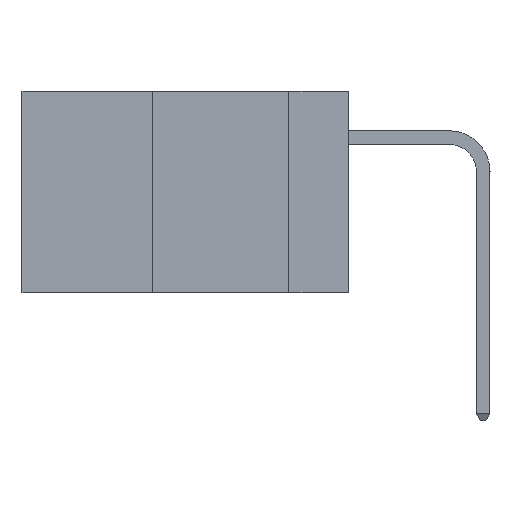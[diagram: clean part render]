
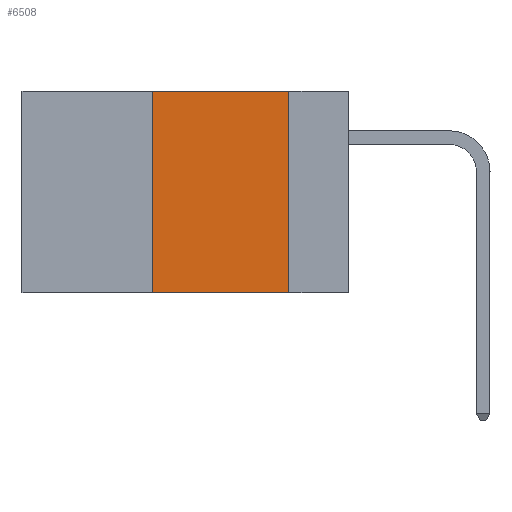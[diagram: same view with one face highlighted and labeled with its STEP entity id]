
A CAD part, left-side view. The second image highlights one B-rep face of the part: STEP entity #6508.
In plain terms, the highlighted planar face has unit normal (-1, 0, 0).
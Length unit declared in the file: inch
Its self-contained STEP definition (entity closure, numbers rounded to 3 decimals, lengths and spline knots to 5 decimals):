
#137 = EDGE_CURVE ( 'NONE', #5353, #5357, #12348, .T. ) ;
#314 = ORIENTED_EDGE ( 'NONE', *, *, #137, .F. ) ;
#1257 = EDGE_CURVE ( 'NONE', #5357, #1625, #6585, .T. ) ;
#1331 = EDGE_CURVE ( 'NONE', #6174, #1625, #13206, .T. ) ;
#1336 = EDGE_CURVE ( 'NONE', #6174, #5353, #10748, .T. ) ;
#1580 = DIRECTION ( 'NONE',  ( 0., 0., -1. ) ) ;
#1599 = DIRECTION ( 'NONE',  ( 1., 0., 0. ) ) ;
#1625 = VERTEX_POINT ( 'NONE', #11941 ) ;
#1637 = CARTESIAN_POINT ( 'NONE',  ( 0., 0.6, 0. ) ) ;
#1699 = PLANE ( 'NONE',  #7752 ) ;
#1872 = ORIENTED_EDGE ( 'NONE', *, *, #1336, .F. ) ;
#3059 = EDGE_LOOP ( 'NONE', ( #12520, #314, #1872, #11788 ) ) ;
#3353 = CARTESIAN_POINT ( 'NONE',  ( 0., 0.6, 0. ) ) ;
#3691 = DIRECTION ( 'NONE',  ( 0., -1., 0. ) ) ;
#3796 = VECTOR ( 'NONE', #7298, 39.37008 ) ;
#4241 = DIRECTION ( 'NONE',  ( 0., 0., 1. ) ) ;
#5353 = VERTEX_POINT ( 'NONE', #10293 ) ;
#5357 = VERTEX_POINT ( 'NONE', #10202 ) ;
#5639 = VECTOR ( 'NONE', #3691, 39.37008 ) ;
#6174 = VERTEX_POINT ( 'NONE', #7934 ) ;
#6231 = CARTESIAN_POINT ( 'NONE',  ( 0., 0.36, 0. ) ) ;
#6508 = ADVANCED_FACE ( 'NONE', ( #7731 ), #1699, .F. ) ;
#6585 = LINE ( 'NONE', #7159, #3796 ) ;
#7159 = CARTESIAN_POINT ( 'NONE',  ( 0., 0.11, 0. ) ) ;
#7298 = DIRECTION ( 'NONE',  ( 0., 0., -1. ) ) ;
#7384 = VECTOR ( 'NONE', #9207, 39.37008 ) ;
#7731 = FACE_OUTER_BOUND ( 'NONE', #3059, .T. ) ;
#7752 = AXIS2_PLACEMENT_3D ( 'NONE', #1637, #1599, #1580 ) ;
#7934 = CARTESIAN_POINT ( 'NONE',  ( 0., 0.36, -0.37 ) ) ;
#8520 = CARTESIAN_POINT ( 'NONE',  ( 0., 0.6, -0.37 ) ) ;
#9207 = DIRECTION ( 'NONE',  ( 0., -1., 0. ) ) ;
#10202 = CARTESIAN_POINT ( 'NONE',  ( 0., 0.11, 0. ) ) ;
#10293 = CARTESIAN_POINT ( 'NONE',  ( 0., 0.36, 0. ) ) ;
#10748 = LINE ( 'NONE', #6231, #12914 ) ;
#11788 = ORIENTED_EDGE ( 'NONE', *, *, #1331, .T. ) ;
#11941 = CARTESIAN_POINT ( 'NONE',  ( 0., 0.11, -0.37 ) ) ;
#12348 = LINE ( 'NONE', #3353, #7384 ) ;
#12520 = ORIENTED_EDGE ( 'NONE', *, *, #1257, .F. ) ;
#12914 = VECTOR ( 'NONE', #4241, 39.37008 ) ;
#13206 = LINE ( 'NONE', #8520, #5639 ) ;
